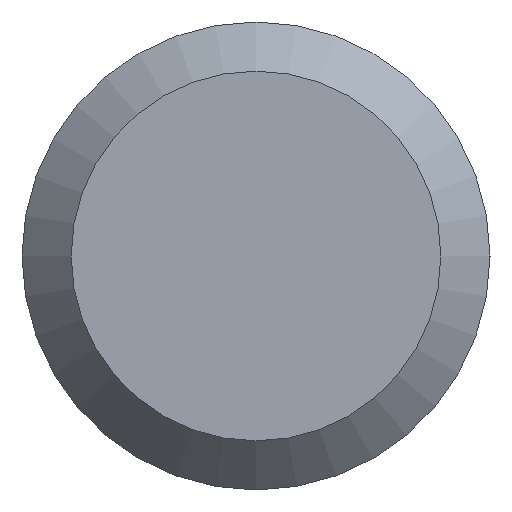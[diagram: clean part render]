
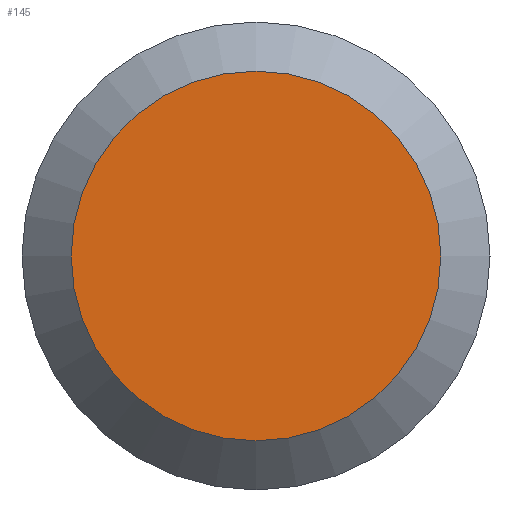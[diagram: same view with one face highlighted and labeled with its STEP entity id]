
A CAD part, left-side view. The second image highlights one B-rep face of the part: STEP entity #145.
In plain terms, the highlighted planar face has unit normal (-1, 0, 0).
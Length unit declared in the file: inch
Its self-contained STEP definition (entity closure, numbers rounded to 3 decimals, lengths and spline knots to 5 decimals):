
#19=PLANE('',#172);
#22=FACE_OUTER_BOUND('',#32,.T.);
#32=EDGE_LOOP('',(#105));
#57=CIRCLE('',#171,0.07402);
#70=VERTEX_POINT('',#252);
#83=EDGE_CURVE('',#70,#70,#57,.T.);
#105=ORIENTED_EDGE('',*,*,#83,.F.);
#145=ADVANCED_FACE('',(#22),#19,.T.);
#171=AXIS2_PLACEMENT_3D('',#254,#200,#201);
#172=AXIS2_PLACEMENT_3D('',#255,#202,#203);
#200=DIRECTION('center_axis',(1.,0.,0.));
#201=DIRECTION('ref_axis',(0.,-1.,0.));
#202=DIRECTION('center_axis',(-1.,0.,0.));
#203=DIRECTION('ref_axis',(0.,0.,1.));
#252=CARTESIAN_POINT('',(0.,0.07402,0.));
#254=CARTESIAN_POINT('Origin',(0.,0.,0.));
#255=CARTESIAN_POINT('Origin',(0.,0.0937,0.));
